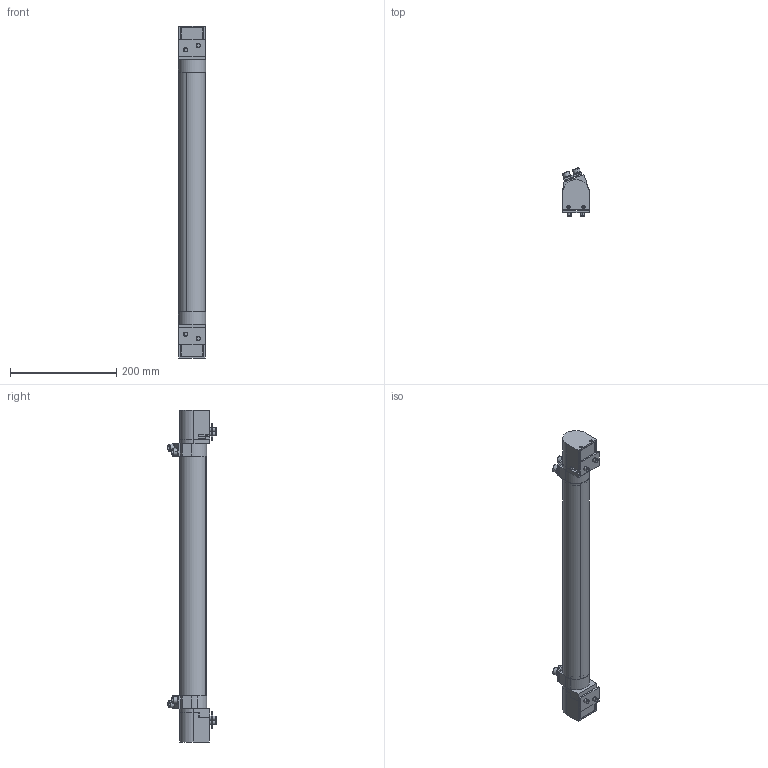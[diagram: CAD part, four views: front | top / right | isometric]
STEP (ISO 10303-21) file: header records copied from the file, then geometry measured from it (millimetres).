
FILE_DESCRIPTION (( 'STEP AP203' ), '1' );
FILE_NAME ('B-1999-D-1.STEP', '2012-10-04T08:30:59', ( '11sw' ), ( 'タキゲン製造株式会社' ), 'SwSTEP 2.0', 'SolidWorks 2011', '' );
FILE_SCHEMA (( 'CONFIG_CONTROL_DESIGN' ));
Length unit declared in the file: millimetre
Products named in the file (14): 廫帤寠晅側傋偹偠M3_M3亊5; B-1999D可動ブラケット左_; B-1999D丸パイプ_; B-1999-D-1; 僒僢僔梡嶮彫偹偠M4_M4亊10; 皿ねじM8_M5×L15; B-1999D固定側ブラケット_; スプリングワッシャーM8; 榋妏寠晅偒儃儖僩M8_L=15; B-1999D可動側取付プレート_; B-1999D固定ブラケット左_; B-1999D可動ブラケット右_; B-1999D固定ブラケット右_; B-1999D僽儔働僢僩僇僶乕_
Assembly tree (29 placements, depth 2):
  B-1999-D-1
    B-1999D可動ブラケット左_
    皿ねじM8_M5×L15  x4
    廫帤寠晅側傋偹偠M3_M3亊5  x2
    僒僢僔梡嶮彫偹偠M4_M4亊10  x4
    B-1999D僽儔働僢僩僇僶乕_  x2
    B-1999D丸パイプ_
    B-1999D固定側ブラケット_  x2
    B-1999D固定ブラケット右_
    スプリングワッシャーM8  x4
    B-1999D可動ブラケット右_
    榋妏寠晅偒儃儖僩M8_L=15  x4
    B-1999D可動側取付プレート_  x2
    B-1999D固定ブラケット左_
Bounding box: 50.98 x 91.14 x 626 mm (x, y, z)
Volume: 390109 mm3; surface area: 246742.6 mm2
Topology: 29 solids, 29 shells, 719 faces, 1738 edges, 1073 vertices
Faces by surface type: plane 388, cylinder 177, cone 126, torus 24, sphere 4
Entity records: 13310 total; most frequent: CARTESIAN_POINT 2402, DIRECTION 1973, ORIENTED_EDGE 1796, EDGE_CURVE 898, AXIS2_PLACEMENT_3D 720, VERTEX_POINT 573, VECTOR 533, LINE 533
